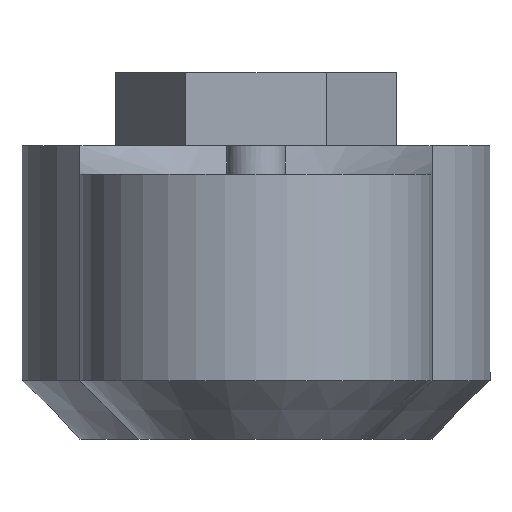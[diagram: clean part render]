
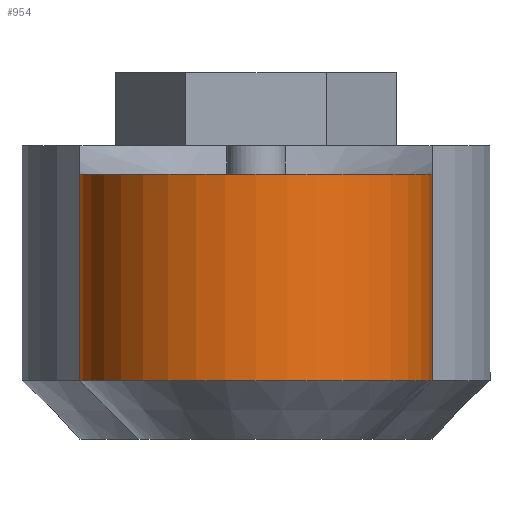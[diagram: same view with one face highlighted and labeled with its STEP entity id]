
A CAD part, front view. The second image highlights one B-rep face of the part: STEP entity #954.
In plain terms, the highlighted cylindrical face has radius 6 mm (diameter 12 mm), a partial arc.
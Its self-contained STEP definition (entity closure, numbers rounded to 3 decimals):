
#73 = CONICAL_SURFACE('',#74,6.,0.785);
#74 = AXIS2_PLACEMENT_3D('',#75,#76,#77);
#75 = CARTESIAN_POINT('',(100.5,67.5,-18.));
#76 = DIRECTION('',(-0.,0.,1.));
#77 = DIRECTION('',(1.,0.,0.));
#321 = VERTEX_POINT('',#322);
#322 = CARTESIAN_POINT('',(106.5,67.5,-18.));
#357 = PLANE('',#358);
#358 = AXIS2_PLACEMENT_3D('',#359,#360,#361);
#359 = CARTESIAN_POINT('',(106.5,67.5,-10.));
#360 = DIRECTION('',(1.,0.,0.));
#361 = DIRECTION('',(0.,1.,0.));
#434 = VERTEX_POINT('',#435);
#435 = CARTESIAN_POINT('',(94.5,67.5,-18.));
#456 = EDGE_CURVE('',#321,#434,#457,.T.);
#457 = SURFACE_CURVE('',#458,(#463,#470),.PCURVE_S1.);
#458 = CIRCLE('',#459,6.);
#459 = AXIS2_PLACEMENT_3D('',#460,#461,#462);
#460 = CARTESIAN_POINT('',(100.5,67.5,-18.));
#461 = DIRECTION('',(0.,0.,-1.));
#462 = DIRECTION('',(1.,0.,0.));
#463 = PCURVE('',#73,#464);
#464 = DEFINITIONAL_REPRESENTATION('',(#465),#469);
#465 = LINE('',#466,#467);
#466 = CARTESIAN_POINT('',(-0.,0.));
#467 = VECTOR('',#468,1.);
#468 = DIRECTION('',(-1.,0.));
#469 = ( GEOMETRIC_REPRESENTATION_CONTEXT(2) 
PARAMETRIC_REPRESENTATION_CONTEXT() REPRESENTATION_CONTEXT('2D SPACE',''
  ) );
#470 = PCURVE('',#471,#476);
#471 = CYLINDRICAL_SURFACE('',#472,6.);
#472 = AXIS2_PLACEMENT_3D('',#473,#474,#475);
#473 = CARTESIAN_POINT('',(100.5,67.5,-20.));
#474 = DIRECTION('',(0.,0.,-1.));
#475 = DIRECTION('',(-1.,0.,0.));
#476 = DEFINITIONAL_REPRESENTATION('',(#477),#481);
#477 = LINE('',#478,#479);
#478 = CARTESIAN_POINT('',(3.142,-2.));
#479 = VECTOR('',#480,1.);
#480 = DIRECTION('',(1.,0.));
#481 = ( GEOMETRIC_REPRESENTATION_CONTEXT(2) 
PARAMETRIC_REPRESENTATION_CONTEXT() REPRESENTATION_CONTEXT('2D SPACE',''
  ) );
#583 = PLANE('',#584);
#584 = AXIS2_PLACEMENT_3D('',#585,#586,#587);
#585 = CARTESIAN_POINT('',(94.5,67.5,-10.));
#586 = DIRECTION('',(1.,0.,0.));
#587 = DIRECTION('',(0.,1.,0.));
#851 = VERTEX_POINT('',#852);
#852 = CARTESIAN_POINT('',(106.5,67.5,-10.966));
#867 = SPHERICAL_SURFACE('',#868,12.5);
#868 = AXIS2_PLACEMENT_3D('',#869,#870,#871);
#869 = CARTESIAN_POINT('',(100.5,67.5,0.));
#870 = DIRECTION('',(-0.,-1.,0.));
#871 = DIRECTION('',(1.,0.,0.));
#883 = EDGE_CURVE('',#851,#321,#884,.T.);
#884 = SURFACE_CURVE('',#885,(#889,#896),.PCURVE_S1.);
#885 = LINE('',#886,#887);
#886 = CARTESIAN_POINT('',(106.5,67.5,-10.));
#887 = VECTOR('',#888,1.);
#888 = DIRECTION('',(0.,0.,-1.));
#889 = PCURVE('',#357,#890);
#890 = DEFINITIONAL_REPRESENTATION('',(#891),#895);
#891 = LINE('',#892,#893);
#892 = CARTESIAN_POINT('',(0.,0.));
#893 = VECTOR('',#894,1.);
#894 = DIRECTION('',(0.,-1.));
#895 = ( GEOMETRIC_REPRESENTATION_CONTEXT(2) 
PARAMETRIC_REPRESENTATION_CONTEXT() REPRESENTATION_CONTEXT('2D SPACE',''
  ) );
#896 = PCURVE('',#471,#897);
#897 = DEFINITIONAL_REPRESENTATION('',(#898),#902);
#898 = LINE('',#899,#900);
#899 = CARTESIAN_POINT('',(3.142,-10.));
#900 = VECTOR('',#901,1.);
#901 = DIRECTION('',(0.,1.));
#902 = ( GEOMETRIC_REPRESENTATION_CONTEXT(2) 
PARAMETRIC_REPRESENTATION_CONTEXT() REPRESENTATION_CONTEXT('2D SPACE',''
  ) );
#954 = ADVANCED_FACE('',(#955),#471,.T.);
#955 = FACE_BOUND('',#956,.T.);
#956 = EDGE_LOOP('',(#957,#958,#1011,#1032));
#957 = ORIENTED_EDGE('',*,*,#883,.F.);
#958 = ORIENTED_EDGE('',*,*,#959,.T.);
#959 = EDGE_CURVE('',#851,#960,#962,.T.);
#960 = VERTEX_POINT('',#961);
#961 = CARTESIAN_POINT('',(94.5,67.5,-10.966));
#962 = SURFACE_CURVE('',#963,(#968,#975),.PCURVE_S1.);
#963 = CIRCLE('',#964,6.);
#964 = AXIS2_PLACEMENT_3D('',#965,#966,#967);
#965 = CARTESIAN_POINT('',(100.5,67.5,-10.966));
#966 = DIRECTION('',(0.,0.,-1.));
#967 = DIRECTION('',(0.,1.,0.));
#968 = PCURVE('',#471,#969);
#969 = DEFINITIONAL_REPRESENTATION('',(#970),#974);
#970 = LINE('',#971,#972);
#971 = CARTESIAN_POINT('',(1.571,-9.034));
#972 = VECTOR('',#973,1.);
#973 = DIRECTION('',(1.,0.));
#974 = ( GEOMETRIC_REPRESENTATION_CONTEXT(2) 
PARAMETRIC_REPRESENTATION_CONTEXT() REPRESENTATION_CONTEXT('2D SPACE',''
  ) );
#975 = PCURVE('',#867,#976);
#976 = DEFINITIONAL_REPRESENTATION('',(#977),#1010);
#977 = B_SPLINE_CURVE_WITH_KNOTS('',7,(#978,#979,#980,#981,#982,#983,
    #984,#985,#986,#987,#988,#989,#990,#991,#992,#993,#994,#995,#996,
    #997,#998,#999,#1000,#1001,#1002,#1003,#1004,#1005,#1006,#1007,#1008
    ,#1009),.UNSPECIFIED.,.F.,.F.,(8,6,6,6,6,8),(1.571,
    2.356,2.945,3.387,4.05,
    4.712),.UNSPECIFIED.);
#978 = CARTESIAN_POINT('',(-1.07,0.));
#979 = CARTESIAN_POINT('',(-1.07,0.054));
#980 = CARTESIAN_POINT('',(-1.076,0.108));
#981 = CARTESIAN_POINT('',(-1.089,0.161));
#982 = CARTESIAN_POINT('',(-1.107,0.212));
#983 = CARTESIAN_POINT('',(-1.132,0.261));
#984 = CARTESIAN_POINT('',(-1.164,0.306));
#985 = CARTESIAN_POINT('',(-1.23,0.377));
#986 = CARTESIAN_POINT('',(-1.262,0.404));
#987 = CARTESIAN_POINT('',(-1.297,0.429));
#988 = CARTESIAN_POINT('',(-1.335,0.45));
#989 = CARTESIAN_POINT('',(-1.377,0.468));
#990 = CARTESIAN_POINT('',(-1.42,0.481));
#991 = CARTESIAN_POINT('',(-1.498,0.497));
#992 = CARTESIAN_POINT('',(-1.532,0.501));
#993 = CARTESIAN_POINT('',(-1.567,0.503));
#994 = CARTESIAN_POINT('',(-1.602,0.502));
#995 = CARTESIAN_POINT('',(-1.636,0.499));
#996 = CARTESIAN_POINT('',(-1.67,0.493));
#997 = CARTESIAN_POINT('',(-1.752,0.472));
#998 = CARTESIAN_POINT('',(-1.8,0.454));
#999 = CARTESIAN_POINT('',(-1.844,0.431));
#1000 = CARTESIAN_POINT('',(-1.884,0.403));
#1001 = CARTESIAN_POINT('',(-1.92,0.372));
#1002 = CARTESIAN_POINT('',(-1.951,0.337));
#1003 = CARTESIAN_POINT('',(-2.005,0.262));
#1004 = CARTESIAN_POINT('',(-2.027,0.222));
#1005 = CARTESIAN_POINT('',(-2.045,0.18));
#1006 = CARTESIAN_POINT('',(-2.058,0.136));
#1007 = CARTESIAN_POINT('',(-2.067,0.091));
#1008 = CARTESIAN_POINT('',(-2.071,0.045));
#1009 = CARTESIAN_POINT('',(-2.071,0.));
#1010 = ( GEOMETRIC_REPRESENTATION_CONTEXT(2) 
PARAMETRIC_REPRESENTATION_CONTEXT() REPRESENTATION_CONTEXT('2D SPACE',''
  ) );
#1011 = ORIENTED_EDGE('',*,*,#1012,.T.);
#1012 = EDGE_CURVE('',#960,#434,#1013,.T.);
#1013 = SURFACE_CURVE('',#1014,(#1018,#1025),.PCURVE_S1.);
#1014 = LINE('',#1015,#1016);
#1015 = CARTESIAN_POINT('',(94.5,67.5,-10.));
#1016 = VECTOR('',#1017,1.);
#1017 = DIRECTION('',(0.,0.,-1.));
#1018 = PCURVE('',#471,#1019);
#1019 = DEFINITIONAL_REPRESENTATION('',(#1020),#1024);
#1020 = LINE('',#1021,#1022);
#1021 = CARTESIAN_POINT('',(6.283,-10.));
#1022 = VECTOR('',#1023,1.);
#1023 = DIRECTION('',(-0.,1.));
#1024 = ( GEOMETRIC_REPRESENTATION_CONTEXT(2) 
PARAMETRIC_REPRESENTATION_CONTEXT() REPRESENTATION_CONTEXT('2D SPACE',''
  ) );
#1025 = PCURVE('',#583,#1026);
#1026 = DEFINITIONAL_REPRESENTATION('',(#1027),#1031);
#1027 = LINE('',#1028,#1029);
#1028 = CARTESIAN_POINT('',(0.,0.));
#1029 = VECTOR('',#1030,1.);
#1030 = DIRECTION('',(0.,-1.));
#1031 = ( GEOMETRIC_REPRESENTATION_CONTEXT(2) 
PARAMETRIC_REPRESENTATION_CONTEXT() REPRESENTATION_CONTEXT('2D SPACE',''
  ) );
#1032 = ORIENTED_EDGE('',*,*,#456,.F.);
